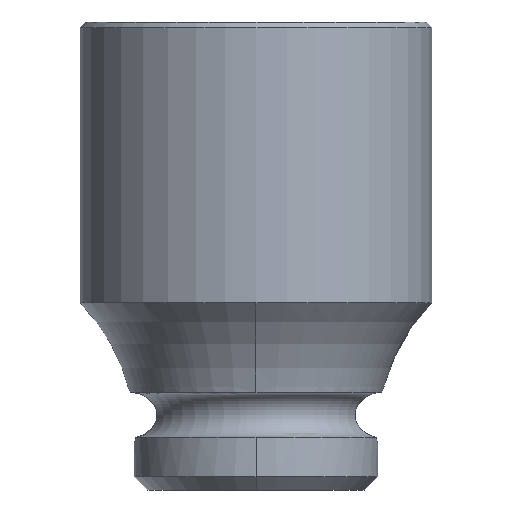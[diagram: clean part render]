
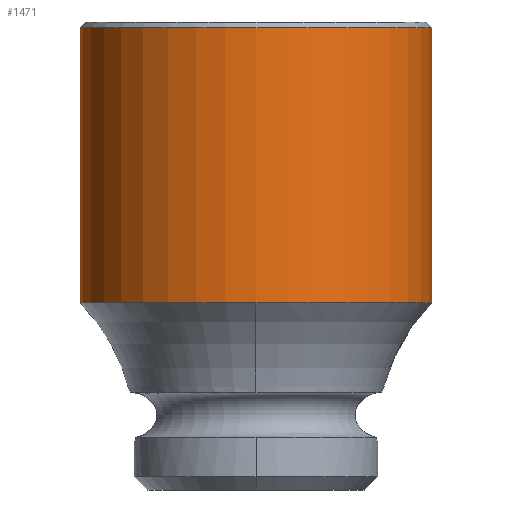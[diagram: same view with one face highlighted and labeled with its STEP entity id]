
A CAD part, left-side view. The second image highlights one B-rep face of the part: STEP entity #1471.
In plain terms, the highlighted cylindrical face has radius 9.4 mm (diameter 18.8 mm), a partial arc.
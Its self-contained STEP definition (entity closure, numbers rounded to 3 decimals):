
#339=CARTESIAN_POINT('',(0.,0.,24.7));
#340=DIRECTION('',(0.,0.,1.));
#341=DIRECTION('',(0.,1.,0.));
#342=AXIS2_PLACEMENT_3D('',#339,#340,#341);
#344=CARTESIAN_POINT('',(0.,0.,10.));
#345=DIRECTION('',(0.,0.,1.));
#346=DIRECTION('',(-1.,0.,0.));
#347=AXIS2_PLACEMENT_3D('',#344,#345,#346);
#349=CARTESIAN_POINT('',(0.,0.,10.));
#350=DIRECTION('',(0.,0.,1.));
#351=DIRECTION('',(0.,1.,0.));
#352=AXIS2_PLACEMENT_3D('',#349,#350,#351);
#359=DIRECTION('',(0.,0.,1.));
#360=VECTOR('',#359,14.7);
#361=CARTESIAN_POINT('',(0.,9.4,10.));
#362=LINE('',#361,#360);
#363=DIRECTION('',(0.,0.,1.));
#364=VECTOR('',#363,14.7);
#365=CARTESIAN_POINT('',(0.,-9.4,10.));
#366=LINE('',#365,#364);
#1038=CARTESIAN_POINT('',(0.,9.4,10.));
#1039=CARTESIAN_POINT('',(-9.4,0.,10.));
#1040=VERTEX_POINT('',#1038);
#1041=VERTEX_POINT('',#1039);
#1042=CARTESIAN_POINT('',(0.,-9.4,10.));
#1043=VERTEX_POINT('',#1042);
#1073=CARTESIAN_POINT('',(0.,-9.4,24.7));
#1074=CARTESIAN_POINT('',(0.,9.4,24.7));
#1075=VERTEX_POINT('',#1073);
#1076=VERTEX_POINT('',#1074);
#1455=CARTESIAN_POINT('',(0.,0.,9.25));
#1456=DIRECTION('',(0.,0.,1.));
#1457=DIRECTION('',(0.,1.,0.));
#1458=AXIS2_PLACEMENT_3D('',#1455,#1456,#1457);
#1459=CYLINDRICAL_SURFACE('',#1458,9.4);
#1460=ORIENTED_EDGE('',*,*,#1449,.T.);
#1462=ORIENTED_EDGE('',*,*,#1461,.F.);
#1464=ORIENTED_EDGE('',*,*,#1463,.F.);
#1466=ORIENTED_EDGE('',*,*,#1465,.F.);
#1468=ORIENTED_EDGE('',*,*,#1467,.T.);
#1469=EDGE_LOOP('',(#1460,#1462,#1464,#1466,#1468));
#1470=FACE_OUTER_BOUND('',#1469,.F.);
#1471=ADVANCED_FACE('',(#1470),#1459,.T.);
#343=CIRCLE('',#342,9.4);
#348=CIRCLE('',#347,9.4);
#353=CIRCLE('',#352,9.4);
#1449=EDGE_CURVE('',#1076,#1075,#343,.T.);
#1461=EDGE_CURVE('',#1043,#1075,#366,.T.);
#1463=EDGE_CURVE('',#1041,#1043,#348,.T.);
#1465=EDGE_CURVE('',#1040,#1041,#353,.T.);
#1467=EDGE_CURVE('',#1040,#1076,#362,.T.);
